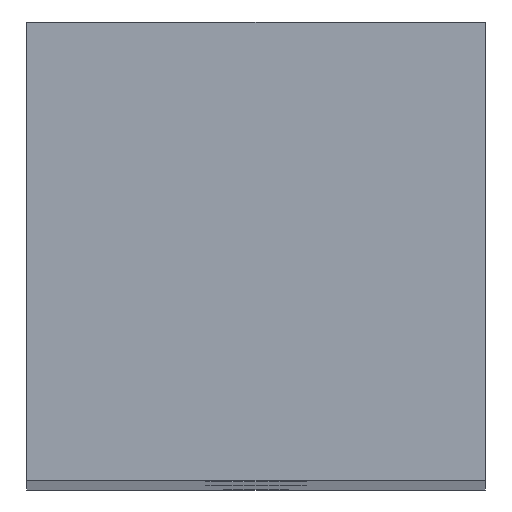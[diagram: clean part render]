
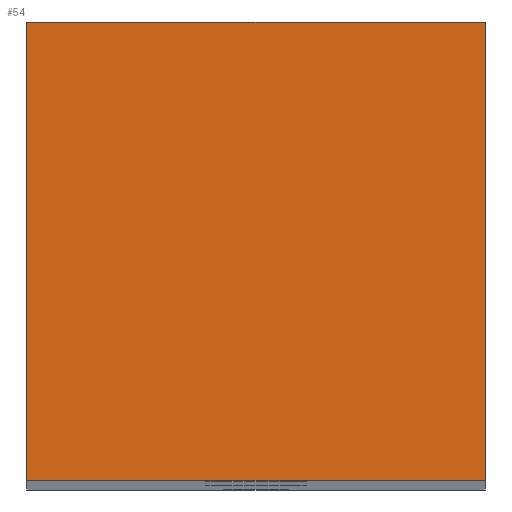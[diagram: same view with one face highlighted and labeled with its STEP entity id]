
A CAD part, top view. The second image highlights one B-rep face of the part: STEP entity #54.
In plain terms, the highlighted planar face has unit normal (0, 0, 1).
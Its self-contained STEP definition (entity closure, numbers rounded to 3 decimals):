
#23 = EDGE_CURVE ( 'NONE', #825, #694, #181, .T. ) ;
#31 = DIRECTION ( 'NONE',  ( 0., -1., 0. ) ) ;
#47 = DIRECTION ( 'NONE',  ( 1., 0., 0. ) ) ;
#54 = ADVANCED_FACE ( 'NONE', ( #439 ), #676, .T. ) ;
#84 = LINE ( 'NONE', #785, #619 ) ;
#105 = CARTESIAN_POINT ( 'NONE',  ( 0., 0., 180. ) ) ;
#162 = VECTOR ( 'NONE', #47, 1000. ) ;
#166 = CARTESIAN_POINT ( 'NONE',  ( 0., 0., 180. ) ) ;
#181 = LINE ( 'NONE', #382, #761 ) ;
#227 = CARTESIAN_POINT ( 'NONE',  ( 0., 0., 180. ) ) ;
#236 = ORIENTED_EDGE ( 'NONE', *, *, #23, .T. ) ;
#239 = DIRECTION ( 'NONE',  ( 1., 0., 0. ) ) ;
#342 = AXIS2_PLACEMENT_3D ( 'NONE', #105, #806, #239 ) ;
#368 = EDGE_CURVE ( 'NONE', #718, #750, #510, .T. ) ;
#378 = ORIENTED_EDGE ( 'NONE', *, *, #368, .T. ) ;
#379 = CARTESIAN_POINT ( 'NONE',  ( 0., -15., 180. ) ) ;
#382 = CARTESIAN_POINT ( 'NONE',  ( 0., 0., 180. ) ) ;
#400 = CARTESIAN_POINT ( 'NONE',  ( 0., -15., 180. ) ) ;
#439 = FACE_OUTER_BOUND ( 'NONE', #770, .T. ) ;
#494 = CARTESIAN_POINT ( 'NONE',  ( 15., -15., 180. ) ) ;
#510 = LINE ( 'NONE', #379, #162 ) ;
#565 = VECTOR ( 'NONE', #31, 1000. ) ;
#584 = ORIENTED_EDGE ( 'NONE', *, *, #794, .T. ) ;
#586 = EDGE_CURVE ( 'NONE', #694, #718, #609, .T. ) ;
#599 = DIRECTION ( 'NONE',  ( 0., 1., 0. ) ) ;
#609 = LINE ( 'NONE', #227, #565 ) ;
#619 = VECTOR ( 'NONE', #599, 1000. ) ;
#626 = DIRECTION ( 'NONE',  ( -1., 0., 0. ) ) ;
#676 = PLANE ( 'NONE',  #342 ) ;
#694 = VERTEX_POINT ( 'NONE', #166 ) ;
#718 = VERTEX_POINT ( 'NONE', #400 ) ;
#750 = VERTEX_POINT ( 'NONE', #494 ) ;
#761 = VECTOR ( 'NONE', #626, 1000. ) ;
#770 = EDGE_LOOP ( 'NONE', ( #822, #378, #584, #236 ) ) ;
#785 = CARTESIAN_POINT ( 'NONE',  ( 15., 0., 180. ) ) ;
#790 = CARTESIAN_POINT ( 'NONE',  ( 15., 0., 180. ) ) ;
#794 = EDGE_CURVE ( 'NONE', #750, #825, #84, .T. ) ;
#806 = DIRECTION ( 'NONE',  ( 0., 0., 1. ) ) ;
#822 = ORIENTED_EDGE ( 'NONE', *, *, #586, .T. ) ;
#825 = VERTEX_POINT ( 'NONE', #790 ) ;
